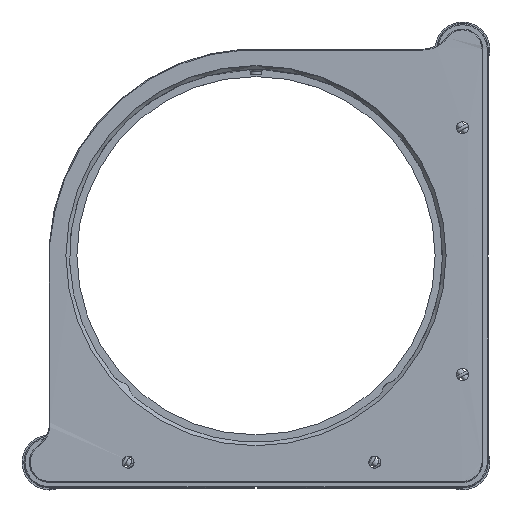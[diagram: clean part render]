
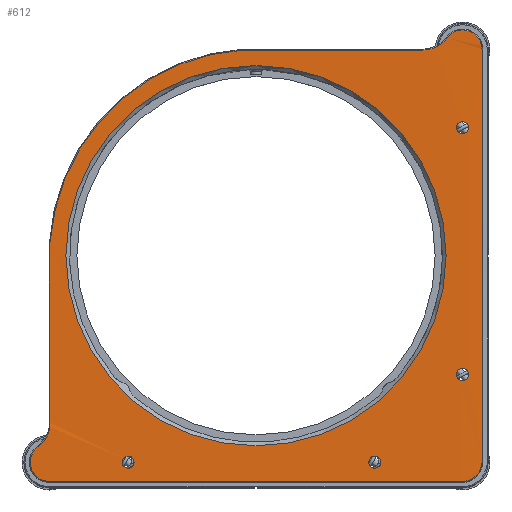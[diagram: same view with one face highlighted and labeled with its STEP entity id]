
A CAD part, top view. The second image highlights one B-rep face of the part: STEP entity #612.
In plain terms, the highlighted planar face has unit normal (0, 0, -1).
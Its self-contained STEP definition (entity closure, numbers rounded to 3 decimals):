
#105 = CARTESIAN_POINT ( 'NONE',  ( 52., 0., 28.596 ) ) ;
#173 = CARTESIAN_POINT ( 'NONE',  ( 32.5, -56.5, 28.596 ) ) ;
#612 = ADVANCED_FACE ( 'NONE', ( #19837, #22869, #19362, #15899, #14516, #12658 ), #9062, .F. ) ;
#1077 = ORIENTED_EDGE ( 'NONE', *, *, #15125, .F. ) ;
#1644 = AXIS2_PLACEMENT_3D ( 'NONE', #5112, #10708, #15906 ) ;
#1854 = CARTESIAN_POINT ( 'NONE',  ( 54.85, -32.5, 28.596 ) ) ;
#1969 = EDGE_CURVE ( 'NONE', #15221, #5569, #17170, .T. ) ;
#2031 = VECTOR ( 'NONE', #15308, 1000. ) ;
#2094 = VERTEX_POINT ( 'NONE', #1854 ) ;
#2160 = DIRECTION ( 'NONE',  ( -1., 0., 0. ) ) ;
#2286 = CARTESIAN_POINT ( 'NONE',  ( -3.492, 56.25, 28.596 ) ) ;
#2301 = CARTESIAN_POINT ( 'NONE',  ( 61.875, -56.5, 28.471 ) ) ;
#2529 = CIRCLE ( 'NONE', #9212, 8.25 ) ;
#2657 = CARTESIAN_POINT ( 'NONE',  ( -56.5, -51., 28.596 ) ) ;
#3199 = DIRECTION ( 'NONE',  ( 1., 0., 0. ) ) ;
#3385 = EDGE_CURVE ( 'NONE', #13193, #19947, #22570, .T. ) ;
#3405 = DIRECTION ( 'NONE',  ( 1., 0., 0. ) ) ;
#4047 = VERTEX_POINT ( 'NONE', #9681 ) ;
#4663 = CARTESIAN_POINT ( 'NONE',  ( -35., -56.5, 28.596 ) ) ;
#4683 = DIRECTION ( 'NONE',  ( -1., 0., 0. ) ) ;
#5112 = CARTESIAN_POINT ( 'NONE',  ( 56.5, -32.5, 28.596 ) ) ;
#5177 = CARTESIAN_POINT ( 'NONE',  ( -56.375, -45.626, 28.471 ) ) ;
#5569 = VERTEX_POINT ( 'NONE', #9863 ) ;
#5575 = CARTESIAN_POINT ( 'NONE',  ( 54.85, 35., 28.596 ) ) ;
#5829 = CARTESIAN_POINT ( 'NONE',  ( 56.5, -56.5, 28.596 ) ) ;
#6094 = CARTESIAN_POINT ( 'NONE',  ( 45.626, 56.25, 28.596 ) ) ;
#6686 = CARTESIAN_POINT ( 'NONE',  ( 0., 0., 28.596 ) ) ;
#6952 = CARTESIAN_POINT ( 'NONE',  ( 62., -62., 28.596 ) ) ;
#7128 = CARTESIAN_POINT ( 'NONE',  ( -64.5, -45.626, 28.596 ) ) ;
#7298 = ORIENTED_EDGE ( 'NONE', *, *, #21925, .F. ) ;
#7377 = VERTEX_POINT ( 'NONE', #5177 ) ;
#7445 = VERTEX_POINT ( 'NONE', #8954 ) ;
#7489 = ORIENTED_EDGE ( 'NONE', *, *, #1969, .T. ) ;
#7588 = CARTESIAN_POINT ( 'NONE',  ( 52.271, 59.611, 28.596 ) ) ;
#7665 = ORIENTED_EDGE ( 'NONE', *, *, #9220, .F. ) ;
#7848 = CIRCLE ( 'NONE', #16725, 1.65 ) ;
#8471 = AXIS2_PLACEMENT_3D ( 'NONE', #6686, #14234, #2160 ) ;
#8680 = ORIENTED_EDGE ( 'NONE', *, *, #14831, .F. ) ;
#8841 = EDGE_LOOP ( 'NONE', ( #21195 ) ) ;
#8954 = CARTESIAN_POINT ( 'NONE',  ( -36.65, -56.5, 28.596 ) ) ;
#9030 = VERTEX_POINT ( 'NONE', #17219 ) ;
#9062 = PLANE ( 'NONE',  #12659 ) ;
#9090 = EDGE_LOOP ( 'NONE', ( #8680 ) ) ;
#9091 = VECTOR ( 'NONE', #9642, 1000. ) ;
#9212 = AXIS2_PLACEMENT_3D ( 'NONE', #15852, #21427, #19429 ) ;
#9220 = EDGE_CURVE ( 'NONE', #7445, #7445, #10567, .T. ) ;
#9455 = CIRCLE ( 'NONE', #19440, 8.25 ) ;
#9556 = EDGE_LOOP ( 'NONE', ( #19140 ) ) ;
#9631 = EDGE_CURVE ( 'NONE', #2094, #2094, #11666, .T. ) ;
#9642 = DIRECTION ( 'NONE',  ( 0., -1., 0. ) ) ;
#9681 = CARTESIAN_POINT ( 'NONE',  ( -56.375, 3.496, 28.471 ) ) ;
#9863 = CARTESIAN_POINT ( 'NONE',  ( 61.875, 56.5, 28.471 ) ) ;
#10148 = DIRECTION ( 'NONE',  ( 0., 0., -1. ) ) ;
#10155 = AXIS2_PLACEMENT_3D ( 'NONE', #20727, #16903, #17019 ) ;
#10248 = CIRCLE ( 'NONE', #21350, 1.65 ) ;
#10567 = CIRCLE ( 'NONE', #20548, 1.65 ) ;
#10708 = DIRECTION ( 'NONE',  ( 0., 0., -1. ) ) ;
#10742 = DIRECTION ( 'NONE',  ( 0., 0., -1. ) ) ;
#10814 = EDGE_CURVE ( 'NONE', #21705, #21705, #14345, .T. ) ;
#10992 = DIRECTION ( 'NONE',  ( -1., 0., 0. ) ) ;
#11554 = ORIENTED_EDGE ( 'NONE', *, *, #9631, .F. ) ;
#11649 = ORIENTED_EDGE ( 'NONE', *, *, #3385, .T. ) ;
#11666 = CIRCLE ( 'NONE', #1644, 1.65 ) ;
#11843 = DIRECTION ( 'NONE',  ( 1., 0., 0. ) ) ;
#11927 = EDGE_LOOP ( 'NONE', ( #11554 ) ) ;
#12189 = LINE ( 'NONE', #12298, #17696 ) ;
#12298 = CARTESIAN_POINT ( 'NONE',  ( 51., 56.25, 28.596 ) ) ;
#12344 = DIRECTION ( 'NONE',  ( -1., 0., 0. ) ) ;
#12658 = FACE_OUTER_BOUND ( 'NONE', #18822, .T. ) ;
#12659 = AXIS2_PLACEMENT_3D ( 'NONE', #16136, #22980, #14404 ) ;
#12746 = EDGE_CURVE ( 'NONE', #19947, #9030, #16959, .T. ) ;
#13193 = VERTEX_POINT ( 'NONE', #17760 ) ;
#13255 = CARTESIAN_POINT ( 'NONE',  ( -56.5, -61.75, 28.596 ) ) ;
#13307 = DIRECTION ( 'NONE',  ( -1., 0., 0. ) ) ;
#13781 = VECTOR ( 'NONE', #13307, 1000. ) ;
#14205 = DIRECTION ( 'NONE',  ( 0., 0., -1. ) ) ;
#14234 = DIRECTION ( 'NONE',  ( 0., 0., -1. ) ) ;
#14319 = DIRECTION ( 'NONE',  ( -1., 0., 0. ) ) ;
#14345 = CIRCLE ( 'NONE', #19893, 52. ) ;
#14404 = DIRECTION ( 'NONE',  ( 1., 0., 0. ) ) ;
#14513 = ORIENTED_EDGE ( 'NONE', *, *, #12746, .T. ) ;
#14516 = FACE_BOUND ( 'NONE', #9556, .T. ) ;
#14659 = DIRECTION ( 'NONE',  ( 0., 0., -1. ) ) ;
#14831 = EDGE_CURVE ( 'NONE', #21474, #21474, #7848, .T. ) ;
#15070 = ORIENTED_EDGE ( 'NONE', *, *, #21839, .T. ) ;
#15077 = CARTESIAN_POINT ( 'NONE',  ( 30.85, -56.5, 28.596 ) ) ;
#15125 = EDGE_CURVE ( 'NONE', #7377, #9030, #9455, .T. ) ;
#15190 = ORIENTED_EDGE ( 'NONE', *, *, #18716, .T. ) ;
#15221 = VERTEX_POINT ( 'NONE', #7588 ) ;
#15308 = DIRECTION ( 'NONE',  ( 0., 1., 0. ) ) ;
#15650 = LINE ( 'NONE', #6952, #2031 ) ;
#15852 = CARTESIAN_POINT ( 'NONE',  ( 45.626, 64.5, 28.596 ) ) ;
#15899 = FACE_BOUND ( 'NONE', #8841, .T. ) ;
#15906 = DIRECTION ( 'NONE',  ( -1., 0., 0. ) ) ;
#15948 = EDGE_CURVE ( 'NONE', #4047, #7377, #16922, .T. ) ;
#16012 = EDGE_CURVE ( 'NONE', #17372, #5569, #15650, .T. ) ;
#16047 = ORIENTED_EDGE ( 'NONE', *, *, #15948, .F. ) ;
#16136 = CARTESIAN_POINT ( 'NONE',  ( 0., 0., 28.596 ) ) ;
#16725 = AXIS2_PLACEMENT_3D ( 'NONE', #16861, #10148, #4683 ) ;
#16861 = CARTESIAN_POINT ( 'NONE',  ( 56.5, 35., 28.596 ) ) ;
#16903 = DIRECTION ( 'NONE',  ( 0., 0., -1. ) ) ;
#16922 = LINE ( 'NONE', #2657, #9091 ) ;
#16959 = CIRCLE ( 'NONE', #19927, 5.25 ) ;
#17007 = DIRECTION ( 'NONE',  ( 0., 0., -1. ) ) ;
#17019 = DIRECTION ( 'NONE',  ( -1., 0., 0. ) ) ;
#17066 = DIRECTION ( 'NONE',  ( 0., 0., -1. ) ) ;
#17170 = CIRCLE ( 'NONE', #10155, 5.25 ) ;
#17219 = CARTESIAN_POINT ( 'NONE',  ( -59.611, -52.271, 28.596 ) ) ;
#17310 = AXIS2_PLACEMENT_3D ( 'NONE', #5829, #14659, #21729 ) ;
#17315 = ORIENTED_EDGE ( 'NONE', *, *, #16012, .F. ) ;
#17372 = VERTEX_POINT ( 'NONE', #2301 ) ;
#17487 = EDGE_LOOP ( 'NONE', ( #7665 ) ) ;
#17696 = VECTOR ( 'NONE', #11843, 1000. ) ;
#17760 = CARTESIAN_POINT ( 'NONE',  ( 56.5, -61.75, 28.596 ) ) ;
#17836 = EDGE_CURVE ( 'NONE', #20067, #20067, #10248, .T. ) ;
#18167 = DIRECTION ( 'NONE',  ( 0., 0., -1. ) ) ;
#18716 = EDGE_CURVE ( 'NONE', #20623, #22264, #12189, .T. ) ;
#18822 = EDGE_LOOP ( 'NONE', ( #17315, #19295, #11649, #14513, #1077, #16047, #15070, #15190, #7298, #7489 ) ) ;
#18845 = CARTESIAN_POINT ( 'NONE',  ( 0., -61.75, 28.596 ) ) ;
#19140 = ORIENTED_EDGE ( 'NONE', *, *, #10814, .F. ) ;
#19295 = ORIENTED_EDGE ( 'NONE', *, *, #20945, .T. ) ;
#19362 = FACE_BOUND ( 'NONE', #17487, .T. ) ;
#19429 = DIRECTION ( 'NONE',  ( 1., 0., 0. ) ) ;
#19440 = AXIS2_PLACEMENT_3D ( 'NONE', #7128, #14205, #3405 ) ;
#19837 = FACE_BOUND ( 'NONE', #9090, .T. ) ;
#19893 = AXIS2_PLACEMENT_3D ( 'NONE', #20830, #17007, #3199 ) ;
#19927 = AXIS2_PLACEMENT_3D ( 'NONE', #21158, #10742, #12344 ) ;
#19936 = CIRCLE ( 'NONE', #8471, 56.358 ) ;
#19947 = VERTEX_POINT ( 'NONE', #13255 ) ;
#20067 = VERTEX_POINT ( 'NONE', #15077 ) ;
#20548 = AXIS2_PLACEMENT_3D ( 'NONE', #4663, #17066, #14319 ) ;
#20623 = VERTEX_POINT ( 'NONE', #2286 ) ;
#20727 = CARTESIAN_POINT ( 'NONE',  ( 56.5, 56.5, 28.596 ) ) ;
#20830 = CARTESIAN_POINT ( 'NONE',  ( 0., 0., 28.596 ) ) ;
#20945 = EDGE_CURVE ( 'NONE', #17372, #13193, #21026, .T. ) ;
#21026 = CIRCLE ( 'NONE', #17310, 5.25 ) ;
#21158 = CARTESIAN_POINT ( 'NONE',  ( -56.5, -56.5, 28.596 ) ) ;
#21195 = ORIENTED_EDGE ( 'NONE', *, *, #17836, .F. ) ;
#21350 = AXIS2_PLACEMENT_3D ( 'NONE', #173, #18167, #10992 ) ;
#21427 = DIRECTION ( 'NONE',  ( 0., 0., -1. ) ) ;
#21474 = VERTEX_POINT ( 'NONE', #5575 ) ;
#21705 = VERTEX_POINT ( 'NONE', #105 ) ;
#21729 = DIRECTION ( 'NONE',  ( -1., 0., 0. ) ) ;
#21839 = EDGE_CURVE ( 'NONE', #4047, #20623, #19936, .T. ) ;
#21925 = EDGE_CURVE ( 'NONE', #15221, #22264, #2529, .T. ) ;
#22264 = VERTEX_POINT ( 'NONE', #6094 ) ;
#22570 = LINE ( 'NONE', #18845, #13781 ) ;
#22869 = FACE_BOUND ( 'NONE', #11927, .T. ) ;
#22980 = DIRECTION ( 'NONE',  ( 0., 0., 1. ) ) ;
